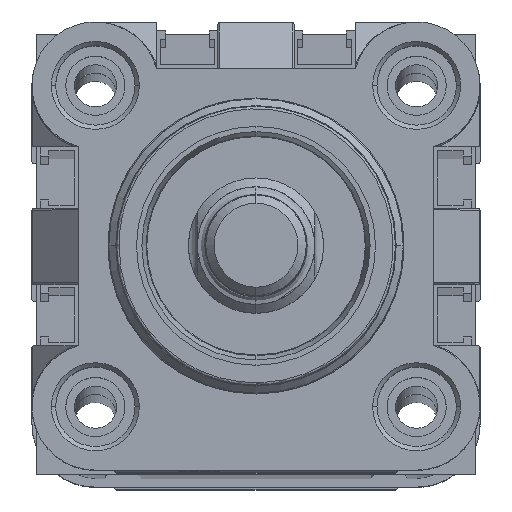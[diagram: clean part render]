
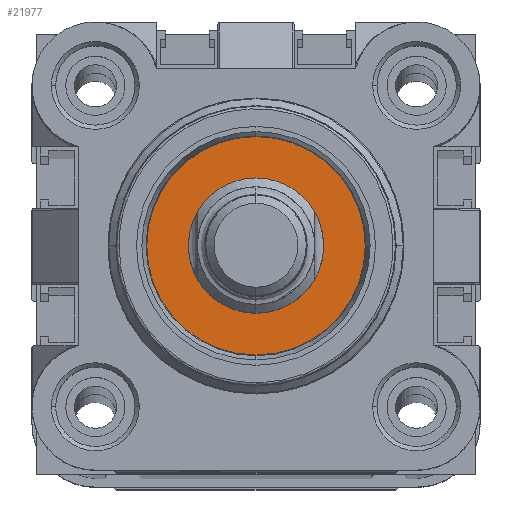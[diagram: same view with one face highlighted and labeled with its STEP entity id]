
A CAD part, top view. The second image highlights one B-rep face of the part: STEP entity #21977.
In plain terms, the highlighted face is planar.
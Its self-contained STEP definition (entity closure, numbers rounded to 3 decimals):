
#1966 = DIRECTION ( 'NONE',  ( 0., 1., 0. ) ) ;
#2382 = CARTESIAN_POINT ( 'NONE',  ( 29., 21., -18.5 ) ) ;
#2602 = CARTESIAN_POINT ( 'NONE',  ( 34.073, 7.927, -18.5 ) ) ;
#2706 = ORIENTED_EDGE ( 'NONE', *, *, #9998, .T. ) ;
#3625 = CARTESIAN_POINT ( 'NONE',  ( 21., 21., -18.5 ) ) ;
#3654 = AXIS2_PLACEMENT_3D ( 'NONE', #3625, #17846, #5668 ) ;
#4717 = VERTEX_POINT ( 'NONE', #8028 ) ;
#4943 = CIRCLE ( 'NONE', #12944, 8. ) ;
#5660 = EDGE_CURVE ( 'NONE', #20107, #17951, #4943, .T. ) ;
#5668 = DIRECTION ( 'NONE',  ( 0., 1., 0. ) ) ;
#6118 = CIRCLE ( 'NONE', #15179, 12.918 ) ;
#6585 = FACE_OUTER_BOUND ( 'NONE', #15793, .T. ) ;
#6683 = PLANE ( 'NONE',  #23209 ) ;
#6692 = CIRCLE ( 'NONE', #3654, 12.918 ) ;
#7212 = CARTESIAN_POINT ( 'NONE',  ( 13., 21., -18.5 ) ) ;
#7532 = CARTESIAN_POINT ( 'NONE',  ( 21., 21., -18.5 ) ) ;
#7946 = CARTESIAN_POINT ( 'NONE',  ( 21., 21., -18.5 ) ) ;
#8028 = CARTESIAN_POINT ( 'NONE',  ( 21., 8.082, -18.5 ) ) ;
#8091 = EDGE_CURVE ( 'NONE', #4717, #13584, #6118, .T. ) ;
#8695 = DIRECTION ( 'NONE',  ( 0., 0., -1. ) ) ;
#9580 = DIRECTION ( 'NONE',  ( -1., 0., 0. ) ) ;
#9987 = DIRECTION ( 'NONE',  ( -1., 0., 0. ) ) ;
#9998 = EDGE_CURVE ( 'NONE', #13584, #4717, #6692, .T. ) ;
#12944 = AXIS2_PLACEMENT_3D ( 'NONE', #7946, #22125, #9987 ) ;
#13193 = CIRCLE ( 'NONE', #17895, 8. ) ;
#13584 = VERTEX_POINT ( 'NONE', #18547 ) ;
#14154 = DIRECTION ( 'NONE',  ( 0., 0., -1. ) ) ;
#15179 = AXIS2_PLACEMENT_3D ( 'NONE', #26274, #14154, #1966 ) ;
#15793 = EDGE_LOOP ( 'NONE', ( #2706, #19550 ) ) ;
#16096 = ORIENTED_EDGE ( 'NONE', *, *, #16392, .F. ) ;
#16392 = EDGE_CURVE ( 'NONE', #17951, #20107, #13193, .T. ) ;
#16789 = ORIENTED_EDGE ( 'NONE', *, *, #5660, .F. ) ;
#17846 = DIRECTION ( 'NONE',  ( 0., 0., -1. ) ) ;
#17895 = AXIS2_PLACEMENT_3D ( 'NONE', #7532, #21730, #9580 ) ;
#17951 = VERTEX_POINT ( 'NONE', #2382 ) ;
#18547 = CARTESIAN_POINT ( 'NONE',  ( 21., 33.918, -18.5 ) ) ;
#18667 = FACE_BOUND ( 'NONE', #20868, .T. ) ;
#19550 = ORIENTED_EDGE ( 'NONE', *, *, #8091, .T. ) ;
#20107 = VERTEX_POINT ( 'NONE', #7212 ) ;
#20868 = EDGE_LOOP ( 'NONE', ( #16789, #16096 ) ) ;
#21730 = DIRECTION ( 'NONE',  ( 0., 0., -1. ) ) ;
#21977 = ADVANCED_FACE ( 'NONE', ( #18667, #6585 ), #6683, .T. ) ;
#22125 = DIRECTION ( 'NONE',  ( 0., 0., -1. ) ) ;
#22893 = DIRECTION ( 'NONE',  ( -1., 0., 0. ) ) ;
#23209 = AXIS2_PLACEMENT_3D ( 'NONE', #2602, #8695, #22893 ) ;
#26274 = CARTESIAN_POINT ( 'NONE',  ( 21., 21., -18.5 ) ) ;
